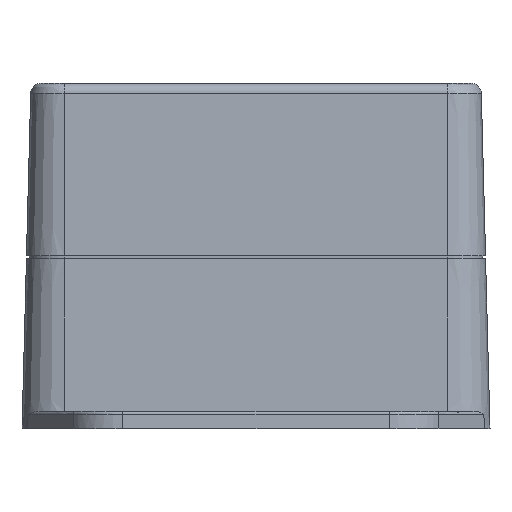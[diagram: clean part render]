
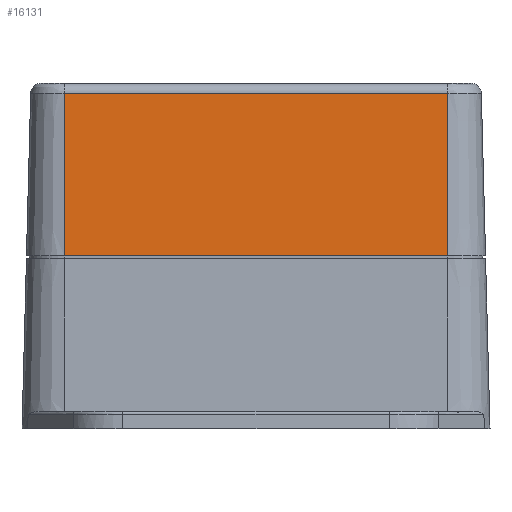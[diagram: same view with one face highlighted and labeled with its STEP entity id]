
A CAD part, front view. The second image highlights one B-rep face of the part: STEP entity #16131.
In plain terms, the highlighted planar face has unit normal (0, -1, 0.026).
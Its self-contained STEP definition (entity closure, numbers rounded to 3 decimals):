
#1590=PLANE('',#17538);
#2553=LINE('',#31748,#3708);
#2570=LINE('',#31888,#3725);
#2571=LINE('',#31892,#3726);
#2572=LINE('',#31893,#3727);
#3708=VECTOR('',#20485,1000.);
#3725=VECTOR('',#20572,1000.);
#3726=VECTOR('',#20577,1000.);
#3727=VECTOR('',#20578,1000.);
#4817=FACE_OUTER_BOUND('',#5862,.T.);
#5862=EDGE_LOOP('',(#13420,#13421,#13422,#13423));
#7873=VERTEX_POINT('',#31744);
#7875=VERTEX_POINT('',#31747);
#7901=VERTEX_POINT('',#31887);
#7902=VERTEX_POINT('',#31891);
#9762=EDGE_CURVE('',#7875,#7873,#2553,.T.);
#9808=EDGE_CURVE('',#7901,#7873,#2570,.T.);
#9810=EDGE_CURVE('',#7902,#7875,#2571,.T.);
#9811=EDGE_CURVE('',#7901,#7902,#2572,.T.);
#13420=ORIENTED_EDGE('',*,*,#9810,.T.);
#13421=ORIENTED_EDGE('',*,*,#9762,.T.);
#13422=ORIENTED_EDGE('',*,*,#9808,.F.);
#13423=ORIENTED_EDGE('',*,*,#9811,.T.);
#16131=ADVANCED_FACE('',(#4817),#1590,.T.);
#17538=AXIS2_PLACEMENT_3D('',#31890,#20575,#20576);
#20485=DIRECTION('',(1.,0.,0.));
#20572=DIRECTION('',(0.,-0.026,-1.));
#20575=DIRECTION('center_axis',(0.,-1.,0.026));
#20576=DIRECTION('ref_axis',(0.,-0.026,-1.));
#20577=DIRECTION('',(0.,-0.026,-1.));
#20578=DIRECTION('',(-1.,0.,0.));
#31744=CARTESIAN_POINT('',(33.415,-60.,0.893));
#31747=CARTESIAN_POINT('',(-33.415,-60.,0.893));
#31748=CARTESIAN_POINT('',(0.,-60.,0.893));
#31887=CARTESIAN_POINT('',(33.415,-59.26,29.197));
#31888=CARTESIAN_POINT('',(33.415,-13100.693,-498999.107));
#31890=CARTESIAN_POINT('Origin',(0.,-60.,0.893));
#31891=CARTESIAN_POINT('',(-33.415,-59.26,29.197));
#31892=CARTESIAN_POINT('',(-33.415,-60.,0.893));
#31893=CARTESIAN_POINT('',(0.,-59.26,29.197));
